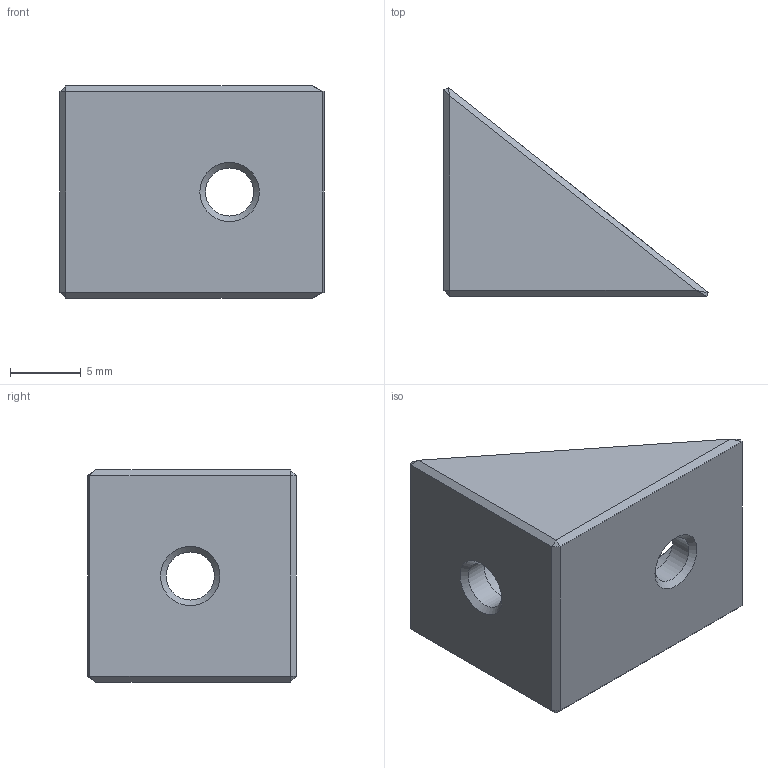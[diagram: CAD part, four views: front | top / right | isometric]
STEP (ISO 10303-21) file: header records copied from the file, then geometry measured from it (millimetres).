
FILE_DESCRIPTION(/* description */ (''),/* implementation_level */ '2;1');
FILE_NAME(/* name */ 'cable_chain_mount_gantry v1.step',/* time_stamp */ '2026-01-13T14:32:12-05:00',/* author */ (''),/* organization */ (''),/* preprocessor_version */ 'ST-DEVELOPER v20.1',/* originating_system */ 'Autodesk Translation Framework v14.21.0.0',/* authorisation */ '');
FILE_SCHEMA (('AUTOMOTIVE_DESIGN { 1 0 10303 214 3 1 1 }'));
Length unit declared in the file: millimetre
Products named in the file (1): cable_chain_mount_gantry
Bounding box: 18.69 x 14.75 x 15 mm (x, y, z)
Volume: 1797.9 mm3; surface area: 1273 mm2
Topology: 1 solids, 1 shells, 30 faces, 61 edges, 34 vertices
Faces by surface type: plane 22, cylinder 4, cone 2, bspline 2
Full cylindrical faces by diameter (mm): 3.4 x2, 6 x2
Entity records: 958 total; most frequent: CARTESIAN_POINT 312, ORIENTED_EDGE 122, DIRECTION 120, EDGE_CURVE 61, LINE 42, VECTOR 42, AXIS2_PLACEMENT_3D 39, EDGE_LOOP 35
